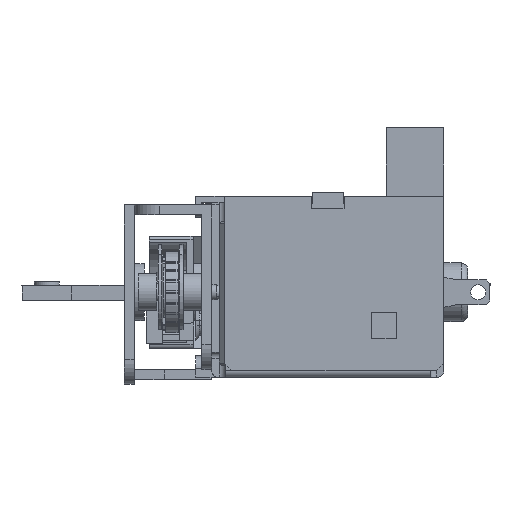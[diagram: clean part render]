
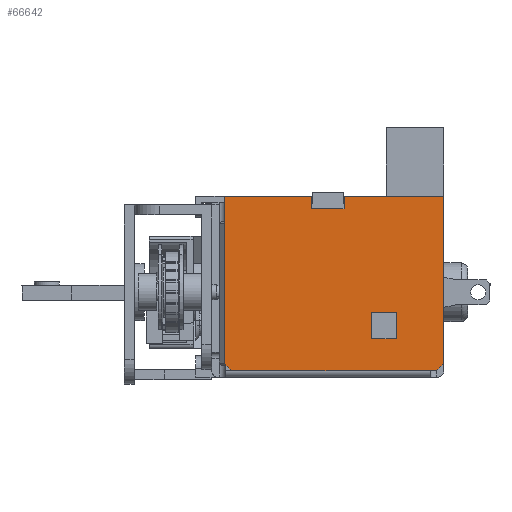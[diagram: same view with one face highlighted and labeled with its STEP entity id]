
A CAD part, left-side view. The second image highlights one B-rep face of the part: STEP entity #66642.
In plain terms, the highlighted planar face has unit normal (-1, 0, 0).
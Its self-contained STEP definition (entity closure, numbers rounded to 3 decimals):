
#65806=CARTESIAN_POINT('',(153.757,-10.902,-11.521));
#65807=VERTEX_POINT('',#65806);
#65814=CARTESIAN_POINT('',(153.757,-10.902,-24.521));
#65815=VERTEX_POINT('',#65814);
#65816=CARTESIAN_POINT('',(153.757,-10.902,-11.521));
#65817=DIRECTION('',(0.0,0.0,-1.0));
#65818=VECTOR('',#65817,13.);
#65819=LINE('',#65816,#65818);
#65820=EDGE_CURVE('',#65807,#65815,#65819,.T.);
#65902=CARTESIAN_POINT('',(153.757,6.698,-11.521));
#65903=VERTEX_POINT('',#65902);
#65910=CARTESIAN_POINT('',(153.757,-0.302,-11.521));
#65911=VERTEX_POINT('',#65910);
#65912=CARTESIAN_POINT('',(153.757,6.698,-11.521));
#65913=DIRECTION('',(0.0,-1.0,0.0));
#65914=VECTOR('',#65913,7.);
#65915=LINE('',#65912,#65914);
#65916=EDGE_CURVE('',#65903,#65911,#65915,.T.);
#65934=CARTESIAN_POINT('',(153.757,-2.902,-11.521));
#65935=VERTEX_POINT('',#65934);
#65942=CARTESIAN_POINT('',(153.757,-2.902,-11.521));
#65943=DIRECTION('',(0.0,-1.0,0.0));
#65944=VECTOR('',#65943,8.);
#65945=LINE('',#65942,#65944);
#65946=EDGE_CURVE('',#65935,#65807,#65945,.T.);
#66206=CARTESIAN_POINT('',(153.757,6.698,-24.521));
#66207=VERTEX_POINT('',#66206);
#66214=CARTESIAN_POINT('',(153.757,6.698,-11.521));
#66215=DIRECTION('',(0.0,0.0,-1.0));
#66216=VECTOR('',#66215,13.);
#66217=LINE('',#66214,#66216);
#66218=EDGE_CURVE('',#65903,#66207,#66217,.T.);
#66239=CARTESIAN_POINT('',(153.757,-5.102,-22.94));
#66240=VERTEX_POINT('',#66239);
#66247=CARTESIAN_POINT('',(153.757,-7.102,-22.94));
#66248=VERTEX_POINT('',#66247);
#66249=CARTESIAN_POINT('',(153.757,-7.102,-22.94));
#66250=DIRECTION('',(0.0,1.0,0.0));
#66251=VECTOR('',#66250,2.0);
#66252=LINE('',#66249,#66251);
#66253=EDGE_CURVE('',#66248,#66240,#66252,.T.);
#66278=CARTESIAN_POINT('',(153.757,-7.102,-20.821));
#66279=VERTEX_POINT('',#66278);
#66280=CARTESIAN_POINT('',(153.757,-7.102,-20.821));
#66281=DIRECTION('',(0.0,0.0,-1.0));
#66282=VECTOR('',#66281,2.12);
#66283=LINE('',#66280,#66282);
#66284=EDGE_CURVE('',#66279,#66248,#66283,.T.);
#66309=CARTESIAN_POINT('',(153.757,-5.102,-20.821));
#66310=VERTEX_POINT('',#66309);
#66311=CARTESIAN_POINT('',(153.757,-5.102,-20.821));
#66312=DIRECTION('',(0.0,-1.0,0.0));
#66313=VECTOR('',#66312,2.);
#66314=LINE('',#66311,#66313);
#66315=EDGE_CURVE('',#66310,#66279,#66314,.T.);
#66338=CARTESIAN_POINT('',(153.757,-5.102,-22.94));
#66339=DIRECTION('',(0.0,0.0,1.0));
#66340=VECTOR('',#66339,2.12);
#66341=LINE('',#66338,#66340);
#66342=EDGE_CURVE('',#66240,#66310,#66341,.T.);
#66363=CARTESIAN_POINT('',(153.757,-0.302,-12.521));
#66364=VERTEX_POINT('',#66363);
#66371=CARTESIAN_POINT('',(153.757,-2.902,-12.521));
#66372=VERTEX_POINT('',#66371);
#66373=CARTESIAN_POINT('',(153.757,-2.902,-12.521));
#66374=DIRECTION('',(0.0,1.0,0.0));
#66375=VECTOR('',#66374,2.6);
#66376=LINE('',#66373,#66375);
#66377=EDGE_CURVE('',#66372,#66364,#66376,.T.);
#66402=CARTESIAN_POINT('',(153.757,5.698,-25.521));
#66403=VERTEX_POINT('',#66402);
#66410=CARTESIAN_POINT('',(153.757,5.698,-24.521));
#66411=DIRECTION('',(-1.0,0.0,0.0));
#66412=DIRECTION('',(0.0,1.0,0.0));
#66413=AXIS2_PLACEMENT_3D('',#66410,#66411,#66412);
#66414=CIRCLE('',#66413,1.0);
#66415=EDGE_CURVE('',#66207,#66403,#66414,.T.);
#66434=CARTESIAN_POINT('',(153.757,-9.902,-25.521));
#66435=VERTEX_POINT('',#66434);
#66442=CARTESIAN_POINT('',(153.757,5.698,-25.521));
#66443=DIRECTION('',(0.0,-1.0,0.0));
#66444=VECTOR('',#66443,15.6);
#66445=LINE('',#66442,#66444);
#66446=EDGE_CURVE('',#66403,#66435,#66445,.T.);
#66465=CARTESIAN_POINT('',(153.757,-9.902,-24.521));
#66466=DIRECTION('',(-1.0,0.0,0.0));
#66467=DIRECTION('',(0.0,0.0,-1.0));
#66468=AXIS2_PLACEMENT_3D('',#66465,#66466,#66467);
#66469=CIRCLE('',#66468,1.0);
#66470=EDGE_CURVE('',#66435,#65815,#66469,.T.);
#66529=CARTESIAN_POINT('',(153.757,-2.902,-11.521));
#66530=DIRECTION('',(0.0,0.0,-1.0));
#66531=VECTOR('',#66530,1.0);
#66532=LINE('',#66529,#66531);
#66533=EDGE_CURVE('',#65935,#66372,#66532,.T.);
#66602=CARTESIAN_POINT('',(153.757,-0.302,-12.521));
#66603=DIRECTION('',(0.0,0.0,1.0));
#66604=VECTOR('',#66603,1.0);
#66605=LINE('',#66602,#66604);
#66606=EDGE_CURVE('',#66364,#65911,#66605,.T.);
#66619=CARTESIAN_POINT('',(153.757,6.698,-11.521));
#66620=DIRECTION('',(-1.0,0.0,0.0));
#66621=DIRECTION('',(0.0,0.0,1.0));
#66622=AXIS2_PLACEMENT_3D('',#66619,#66620,#66621);
#66623=PLANE('',#66622);
#66624=ORIENTED_EDGE('',*,*,#66606,.T.);
#66625=ORIENTED_EDGE('',*,*,#65916,.F.);
#66626=ORIENTED_EDGE('',*,*,#66218,.T.);
#66627=ORIENTED_EDGE('',*,*,#66415,.T.);
#66628=ORIENTED_EDGE('',*,*,#66446,.T.);
#66629=ORIENTED_EDGE('',*,*,#66470,.T.);
#66630=ORIENTED_EDGE('',*,*,#65820,.F.);
#66631=ORIENTED_EDGE('',*,*,#65946,.F.);
#66632=ORIENTED_EDGE('',*,*,#66533,.T.);
#66633=ORIENTED_EDGE('',*,*,#66377,.T.);
#66634=EDGE_LOOP('',(#66624,#66625,#66626,#66627,#66628,#66629,#66630,#66631,#66632,#66633));
#66635=FACE_OUTER_BOUND('',#66634,.T.);
#66636=ORIENTED_EDGE('',*,*,#66253,.T.);
#66637=ORIENTED_EDGE('',*,*,#66342,.T.);
#66638=ORIENTED_EDGE('',*,*,#66315,.T.);
#66639=ORIENTED_EDGE('',*,*,#66284,.T.);
#66640=EDGE_LOOP('',(#66636,#66637,#66638,#66639));
#66641=FACE_BOUND('',#66640,.T.);
#66642=ADVANCED_FACE('',(#66635,#66641),#66623,.T.);
